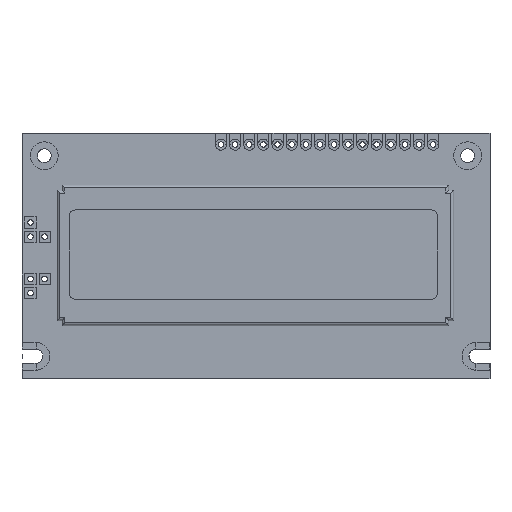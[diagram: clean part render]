
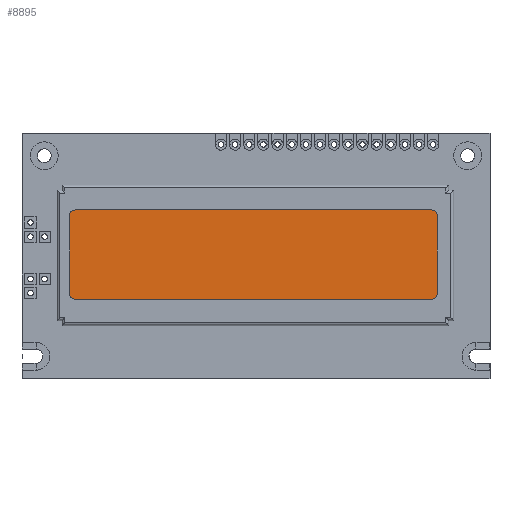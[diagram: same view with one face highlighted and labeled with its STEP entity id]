
A CAD part, top view. The second image highlights one B-rep face of the part: STEP entity #8895.
In plain terms, the highlighted planar face has unit normal (0, 0, 1).
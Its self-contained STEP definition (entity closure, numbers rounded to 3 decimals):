
#8823 = EDGE_CURVE('',#8824,#8826,#8828,.T.);
#8824 = VERTEX_POINT('',#8825);
#8825 = CARTESIAN_POINT('',(-32.25,-26.75,9.2));
#8826 = VERTEX_POINT('',#8827);
#8827 = CARTESIAN_POINT('',(-31.25,-27.75,9.2));
#8828 = CIRCLE('',#8829,1.);
#8829 = AXIS2_PLACEMENT_3D('',#8830,#8831,#8832);
#8830 = CARTESIAN_POINT('',(-31.25,-26.75,9.2));
#8831 = DIRECTION('',(0.,0.,1.));
#8832 = DIRECTION('',(0.,-1.,0.));
#8834 = EDGE_CURVE('',#8824,#8835,#8837,.T.);
#8835 = VERTEX_POINT('',#8836);
#8836 = CARTESIAN_POINT('',(-32.25,-12.75,9.2));
#8837 = LINE('',#8838,#8839);
#8838 = CARTESIAN_POINT('',(-32.25,-27.75,9.2));
#8839 = VECTOR('',#8840,1.);
#8840 = DIRECTION('',(0.,1.,0.));
#8842 = EDGE_CURVE('',#8835,#8843,#8845,.T.);
#8843 = VERTEX_POINT('',#8844);
#8844 = CARTESIAN_POINT('',(-31.25,-11.75,9.2));
#8845 = CIRCLE('',#8846,1.);
#8846 = AXIS2_PLACEMENT_3D('',#8847,#8848,#8849);
#8847 = CARTESIAN_POINT('',(-31.25,-12.75,9.2));
#8848 = DIRECTION('',(0.,0.,-1.));
#8849 = DIRECTION('',(0.,-1.,0.));
#8851 = EDGE_CURVE('',#8843,#8852,#8854,.T.);
#8852 = VERTEX_POINT('',#8853);
#8853 = CARTESIAN_POINT('',(32.75,-11.75,9.2));
#8854 = LINE('',#8855,#8856);
#8855 = CARTESIAN_POINT('',(-32.25,-11.75,9.2));
#8856 = VECTOR('',#8857,1.);
#8857 = DIRECTION('',(1.,0.,0.));
#8859 = EDGE_CURVE('',#8852,#8860,#8862,.T.);
#8860 = VERTEX_POINT('',#8861);
#8861 = CARTESIAN_POINT('',(33.75,-12.75,9.2));
#8862 = CIRCLE('',#8863,1.);
#8863 = AXIS2_PLACEMENT_3D('',#8864,#8865,#8866);
#8864 = CARTESIAN_POINT('',(32.75,-12.75,9.2));
#8865 = DIRECTION('',(0.,0.,-1.));
#8866 = DIRECTION('',(0.,-1.,0.));
#8868 = EDGE_CURVE('',#8869,#8860,#8871,.T.);
#8869 = VERTEX_POINT('',#8870);
#8870 = CARTESIAN_POINT('',(33.75,-26.75,9.2));
#8871 = LINE('',#8872,#8873);
#8872 = CARTESIAN_POINT('',(33.75,-27.75,9.2));
#8873 = VECTOR('',#8874,1.);
#8874 = DIRECTION('',(0.,1.,0.));
#8876 = EDGE_CURVE('',#8869,#8877,#8879,.T.);
#8877 = VERTEX_POINT('',#8878);
#8878 = CARTESIAN_POINT('',(32.75,-27.75,9.2));
#8879 = CIRCLE('',#8880,1.);
#8880 = AXIS2_PLACEMENT_3D('',#8881,#8882,#8883);
#8881 = CARTESIAN_POINT('',(32.75,-26.75,9.2));
#8882 = DIRECTION('',(0.,0.,-1.));
#8883 = DIRECTION('',(0.,-1.,0.));
#8885 = EDGE_CURVE('',#8826,#8877,#8886,.T.);
#8886 = LINE('',#8887,#8888);
#8887 = CARTESIAN_POINT('',(-32.25,-27.75,9.2));
#8888 = VECTOR('',#8889,1.);
#8889 = DIRECTION('',(1.,0.,0.));
#8895 = ADVANCED_FACE('',(#8896),#8906,.T.);
#8896 = FACE_BOUND('',#8897,.T.);
#8897 = EDGE_LOOP('',(#8898,#8899,#8900,#8901,#8902,#8903,#8904,#8905));
#8898 = ORIENTED_EDGE('',*,*,#8868,.T.);
#8899 = ORIENTED_EDGE('',*,*,#8859,.F.);
#8900 = ORIENTED_EDGE('',*,*,#8851,.F.);
#8901 = ORIENTED_EDGE('',*,*,#8842,.F.);
#8902 = ORIENTED_EDGE('',*,*,#8834,.F.);
#8903 = ORIENTED_EDGE('',*,*,#8823,.T.);
#8904 = ORIENTED_EDGE('',*,*,#8885,.T.);
#8905 = ORIENTED_EDGE('',*,*,#8876,.F.);
#8906 = PLANE('',#8907);
#8907 = AXIS2_PLACEMENT_3D('',#8908,#8909,#8910);
#8908 = CARTESIAN_POINT('',(-32.25,-27.75,9.2));
#8909 = DIRECTION('',(0.,0.,1.));
#8910 = DIRECTION('',(1.,0.,0.));
